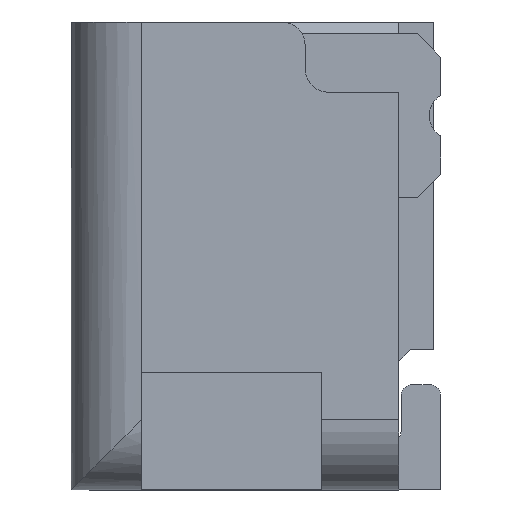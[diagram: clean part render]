
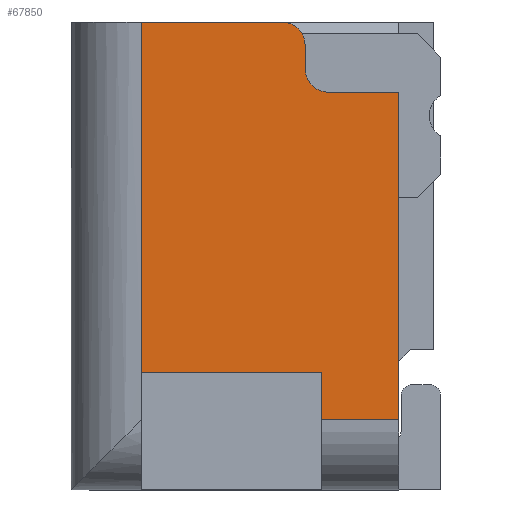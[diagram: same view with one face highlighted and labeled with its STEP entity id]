
A CAD part, left-side view. The second image highlights one B-rep face of the part: STEP entity #67850.
In plain terms, the highlighted planar face has unit normal (-1, 0, 0).
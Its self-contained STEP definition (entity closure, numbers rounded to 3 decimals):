
#39080=CARTESIAN_POINT('',(2.1,1.19,2.03));
#39090=VERTEX_POINT('',#39080);
#39120=CARTESIAN_POINT('',(2.1,1.19,0.));
#39130=DIRECTION('',(0.,0.,-1.));
#39140=VECTOR('',#39130,1.);
#39150=LINE('',#39120,#39140);
#39160=CARTESIAN_POINT('',(2.1,1.19,0.53));
#39170=VERTEX_POINT('',#39160);
#39180=EDGE_CURVE('',#39090,#39170,#39150,.T.);
#43450=CARTESIAN_POINT('',(2.1,0.09,0.33));
#43460=VERTEX_POINT('',#43450);
#43490=CARTESIAN_POINT('',(2.1,0.09,0.));
#43500=DIRECTION('',(0.,0.,1.));
#43510=VECTOR('',#43500,1.);
#43520=LINE('',#43490,#43510);
#43530=CARTESIAN_POINT('',(2.1,0.09,1.73));
#43540=VERTEX_POINT('',#43530);
#43550=EDGE_CURVE('',#43460,#43540,#43520,.T.);
#65550=CARTESIAN_POINT('',(2.1,0.,0.53));
#65560=DIRECTION('',(0.,-1.,0.));
#65570=VECTOR('',#65560,1.);
#65580=LINE('',#65550,#65570);
#65590=CARTESIAN_POINT('',(2.1,0.42,0.53));
#65600=VERTEX_POINT('',#65590);
#65610=EDGE_CURVE('',#39170,#65600,#65580,.T.);
#67210=CARTESIAN_POINT('',(2.1,0.067,2.082));
#67220=DIRECTION('',(-1.,0.,0.));
#67230=DIRECTION('',(0.,1.,0.));
#67240=AXIS2_PLACEMENT_3D('',#67210,#67220,#67230);
#67250=PLANE('',#67240);
#67260=CARTESIAN_POINT('',(2.1,0.42,0.));
#67270=DIRECTION('',(0.,0.,-1.));
#67280=VECTOR('',#67270,1.);
#67290=LINE('',#67260,#67280);
#67300=CARTESIAN_POINT('',(2.1,0.42,0.33));
#67310=VERTEX_POINT('',#67300);
#67320=EDGE_CURVE('',#65600,#67310,#67290,.T.);
#67330=ORIENTED_EDGE('',*,*,#67320,.T.);
#67340=ORIENTED_EDGE('',*,*,#65610,.T.);
#67350=ORIENTED_EDGE('',*,*,#39180,.T.);
#67360=CARTESIAN_POINT('',(2.1,0.,2.03));
#67370=DIRECTION('',(0.,1.,0.));
#67380=VECTOR('',#67370,1.);
#67390=LINE('',#67360,#67380);
#67400=CARTESIAN_POINT('',(2.1,0.59,2.03));
#67410=VERTEX_POINT('',#67400);
#67420=EDGE_CURVE('',#67410,#39090,#67390,.T.);
#67430=ORIENTED_EDGE('',*,*,#67420,.T.);
#67440=CARTESIAN_POINT('',(2.1,0.59,1.93));
#67450=DIRECTION('',(1.,0.,0.));
#67460=DIRECTION('',(0.,-1.,0.));
#67470=AXIS2_PLACEMENT_3D('',#67440,#67450,#67460);
#67480=CIRCLE('',#67470,0.1);
#67490=CARTESIAN_POINT('',(2.1,0.49,1.93));
#67500=VERTEX_POINT('',#67490);
#67510=EDGE_CURVE('',#67410,#67500,#67480,.T.);
#67520=ORIENTED_EDGE('',*,*,#67510,.F.);
#67530=CARTESIAN_POINT('',(2.1,0.49,0.));
#67540=DIRECTION('',(0.,0.,-1.));
#67550=VECTOR('',#67540,1.);
#67560=LINE('',#67530,#67550);
#67570=CARTESIAN_POINT('',(2.1,0.49,1.83));
#67580=VERTEX_POINT('',#67570);
#67590=EDGE_CURVE('',#67500,#67580,#67560,.T.);
#67600=ORIENTED_EDGE('',*,*,#67590,.F.);
#67610=CARTESIAN_POINT('',(2.1,0.39,1.83));
#67620=DIRECTION('',(-1.,0.,0.));
#67630=DIRECTION('',(0.,1.,0.));
#67640=AXIS2_PLACEMENT_3D('',#67610,#67620,#67630);
#67650=CIRCLE('',#67640,0.1);
#67660=CARTESIAN_POINT('',(2.1,0.39,1.73));
#67670=VERTEX_POINT('',#67660);
#67680=EDGE_CURVE('',#67580,#67670,#67650,.T.);
#67690=ORIENTED_EDGE('',*,*,#67680,.F.);
#67700=CARTESIAN_POINT('',(2.1,0.,1.73));
#67710=DIRECTION('',(0.,-1.,0.));
#67720=VECTOR('',#67710,1.);
#67730=LINE('',#67700,#67720);
#67740=EDGE_CURVE('',#67670,#43540,#67730,.T.);
#67750=ORIENTED_EDGE('',*,*,#67740,.F.);
#67760=ORIENTED_EDGE('',*,*,#43550,.T.);
#67770=CARTESIAN_POINT('',(2.1,0.,0.33));
#67780=DIRECTION('',(0.,-1.,0.));
#67790=VECTOR('',#67780,1.);
#67800=LINE('',#67770,#67790);
#67810=EDGE_CURVE('',#67310,#43460,#67800,.T.);
#67820=ORIENTED_EDGE('',*,*,#67810,.T.);
#67830=EDGE_LOOP('',(#67820,#67760,#67750,#67690,#67600,#67520,#67430,
#67350,#67340,#67330));
#67840=FACE_OUTER_BOUND('',#67830,.T.);
#67850=ADVANCED_FACE('',(#67840),#67250,.T.);
